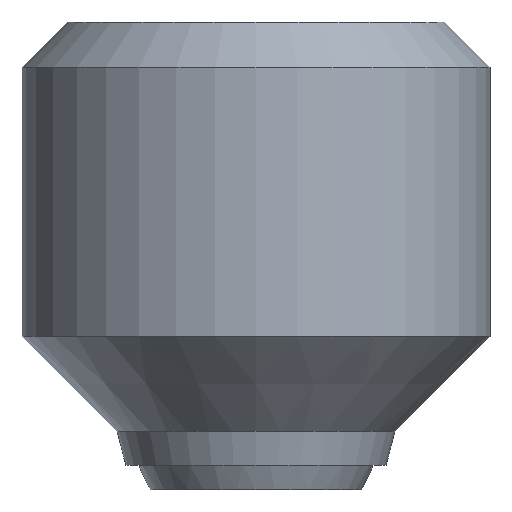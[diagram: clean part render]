
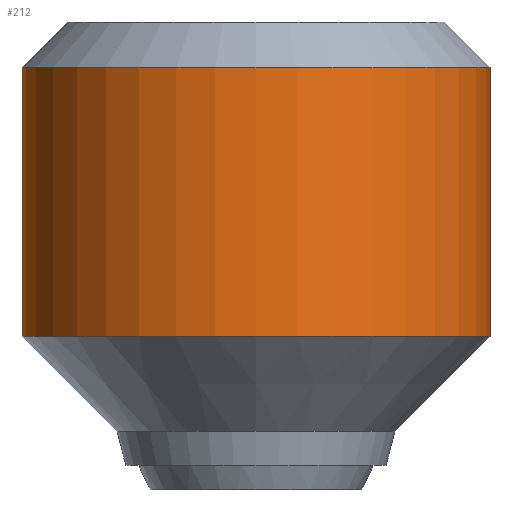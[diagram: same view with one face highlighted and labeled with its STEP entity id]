
A CAD part, front view. The second image highlights one B-rep face of the part: STEP entity #212.
In plain terms, the highlighted cylindrical face has radius 8 mm (diameter 16 mm), a partial arc.
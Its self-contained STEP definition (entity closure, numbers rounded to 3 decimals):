
#136=EDGE_CURVE('',#224,#170,#338,.T.);
#138=EDGE_CURVE('',#232,#278,#340,.T.);
#170=VERTEX_POINT('',#376);
#208=EDGE_CURVE('',#170,#278,#419,.T.);
#212=ADVANCED_FACE('',(#423),#424,.T.);
#224=VERTEX_POINT('',#437);
#232=VERTEX_POINT('',#445);
#272=EDGE_CURVE('',#232,#224,#492,.T.);
#278=VERTEX_POINT('',#498);
#338=CIRCLE('',#560,8.);
#340=CIRCLE('',#563,8.);
#376=CARTESIAN_POINT('',(8.0,0.,-1.55));
#419=LINE('',#699,#700);
#423=FACE_OUTER_BOUND('',#706,.T.);
#424=CYLINDRICAL_SURFACE('',#707,8.);
#437=CARTESIAN_POINT('',(-8.,0.,-1.55));
#445=CARTESIAN_POINT('',(-8.,0.,-10.75));
#492=LINE('',#804,#805);
#498=CARTESIAN_POINT('',(8.0,0.,-10.75));
#560=AXIS2_PLACEMENT_3D('',#876,#877,#878);
#563=AXIS2_PLACEMENT_3D('',#879,#880,#881);
#699=CARTESIAN_POINT('',(8.0,0.,-6.15));
#700=VECTOR('',#972,1.0);
#706=EDGE_LOOP('',(#975,#976,#977,#978));
#707=AXIS2_PLACEMENT_3D('',#979,#980,#981);
#804=CARTESIAN_POINT('',(-8.,0.,-6.15));
#805=VECTOR('',#1061,1.0);
#876=CARTESIAN_POINT('',(0.,0.,-1.55));
#877=DIRECTION('',(0.0,0.0,1.0));
#878=DIRECTION('',(-1.0,0.,0.0));
#879=CARTESIAN_POINT('',(0.,0.,-10.75));
#880=DIRECTION('',(0.0,0.0,1.0));
#881=DIRECTION('',(-1.0,0.,0.0));
#972=DIRECTION('',(-0.0,-0.0,-1.0));
#975=ORIENTED_EDGE('',*,*,#272,.F.);
#976=ORIENTED_EDGE('',*,*,#138,.T.);
#977=ORIENTED_EDGE('',*,*,#208,.F.);
#978=ORIENTED_EDGE('',*,*,#136,.F.);
#979=CARTESIAN_POINT('',(0.,0.,-6.15));
#980=DIRECTION('',(-0.0,-0.0,-1.0));
#981=DIRECTION('',(-1.0,0.,0.0));
#1061=DIRECTION('',(0.0,0.0,1.0));
